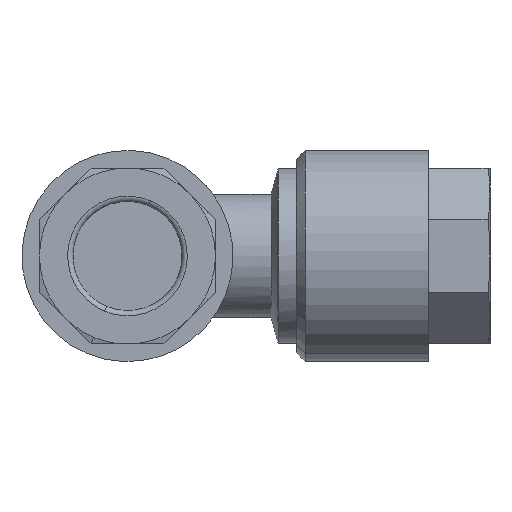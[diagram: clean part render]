
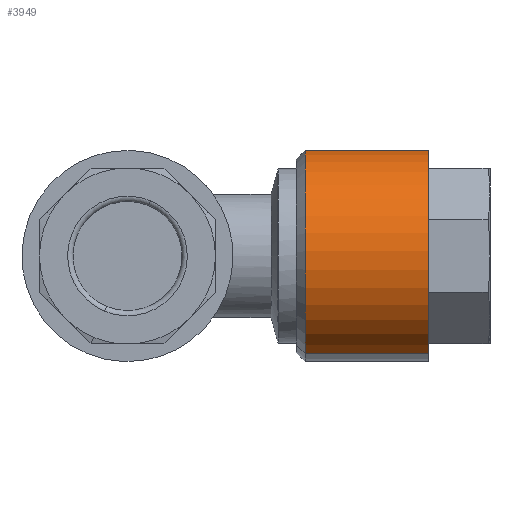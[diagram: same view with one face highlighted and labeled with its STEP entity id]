
A CAD part, front view. The second image highlights one B-rep face of the part: STEP entity #3949.
In plain terms, the highlighted cylindrical face has radius 6 mm (diameter 12 mm), a partial arc.
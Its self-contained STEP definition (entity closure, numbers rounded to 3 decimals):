
#563 = CARTESIAN_POINT ( 'NONE',  ( 9.6, 21., 0. ) ) ;
#564 = DIRECTION ( 'NONE',  ( -1., 0., 0. ) ) ;
#572 = DIRECTION ( 'NONE',  ( 0., -0.383, -0.924 ) ) ;
#814 = EDGE_CURVE ( 'NONE', #3608, #3605, #1047, .T. ) ;
#815 = EDGE_CURVE ( 'NONE', #3605, #3614, #1048, .T. ) ;
#816 = EDGE_CURVE ( 'NONE', #1856, #3614, #1046, .T. ) ;
#817 = EDGE_CURVE ( 'NONE', #3608, #1856, #1049, .T. ) ;
#1046 = CIRCLE ( 'NONE', #2058, 6. ) ;
#1047 = CIRCLE ( 'NONE', #2057, 6. ) ;
#1048 = LINE ( 'NONE', #2444, #1050 ) ;
#1049 = LINE ( 'NONE', #2448, #1053 ) ;
#1050 = VECTOR ( 'NONE', #2437, 1000. ) ;
#1053 = VECTOR ( 'NONE', #2443, 1000. ) ;
#1282 = ORIENTED_EDGE ( 'NONE', *, *, #814, .T. ) ;
#1283 = ORIENTED_EDGE ( 'NONE', *, *, #815, .T. ) ;
#1284 = ORIENTED_EDGE ( 'NONE', *, *, #816, .F. ) ;
#1285 = ORIENTED_EDGE ( 'NONE', *, *, #817, .F. ) ;
#1775 = AXIS2_PLACEMENT_3D ( 'NONE', #563, #564, #572 ) ;
#1856 = VERTEX_POINT ( 'NONE', #2124 ) ;
#2057 = AXIS2_PLACEMENT_3D ( 'NONE', #2445, #2446, #2447 ) ;
#2058 = AXIS2_PLACEMENT_3D ( 'NONE', #2449, #2450, #2451 ) ;
#2124 = CARTESIAN_POINT ( 'NONE',  ( 10.1, 18.704, -5.543 ) ) ;
#2271 = CARTESIAN_POINT ( 'NONE',  ( 17.1, 23.296, 5.543 ) ) ;
#2274 = CARTESIAN_POINT ( 'NONE',  ( 17.1, 18.704, -5.543 ) ) ;
#2280 = CARTESIAN_POINT ( 'NONE',  ( 10.1, 23.296, 5.543 ) ) ;
#2437 = DIRECTION ( 'NONE',  ( -1., 0., 0. ) ) ;
#2443 = DIRECTION ( 'NONE',  ( -1., 0., 0. ) ) ;
#2444 = CARTESIAN_POINT ( 'NONE',  ( 9.6, 23.296, 5.543 ) ) ;
#2445 = CARTESIAN_POINT ( 'NONE',  ( 17.1, 21., 0. ) ) ;
#2446 = DIRECTION ( 'NONE',  ( -1., 0., 0. ) ) ;
#2447 = DIRECTION ( 'NONE',  ( 0., 0.383, 0.924 ) ) ;
#2448 = CARTESIAN_POINT ( 'NONE',  ( 9.6, 18.704, -5.543 ) ) ;
#2449 = CARTESIAN_POINT ( 'NONE',  ( 10.1, 21., 0. ) ) ;
#2450 = DIRECTION ( 'NONE',  ( -1., 0., 0. ) ) ;
#2451 = DIRECTION ( 'NONE',  ( 0., -0.383, -0.924 ) ) ;
#3576 = EDGE_LOOP ( 'NONE', ( #1282, #1283, #1284, #1285 ) ) ;
#3605 = VERTEX_POINT ( 'NONE', #2271 ) ;
#3608 = VERTEX_POINT ( 'NONE', #2274 ) ;
#3614 = VERTEX_POINT ( 'NONE', #2280 ) ;
#3709 = FACE_OUTER_BOUND ( 'NONE', #3576, .T. ) ;
#3717 = CYLINDRICAL_SURFACE ( 'NONE', #1775, 6. ) ;
#3949 = ADVANCED_FACE ( 'NONE', ( #3709 ), #3717, .T. ) ;
